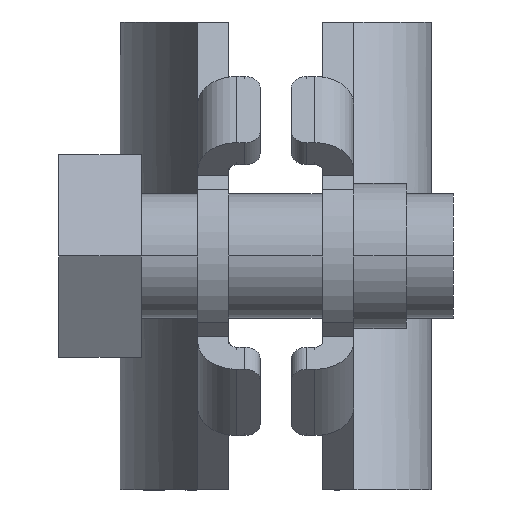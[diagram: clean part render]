
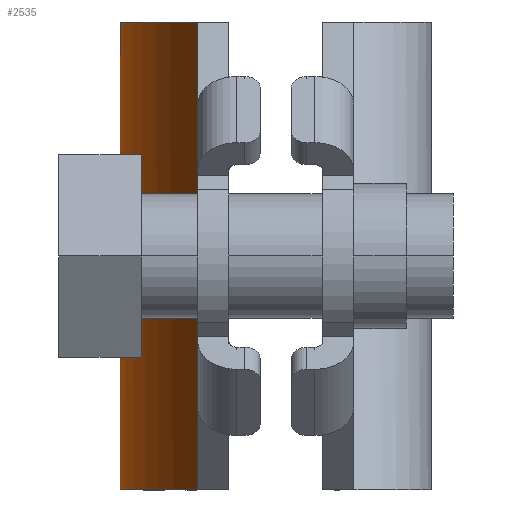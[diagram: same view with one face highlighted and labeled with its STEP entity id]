
A CAD part, left-side view. The second image highlights one B-rep face of the part: STEP entity #2535.
In plain terms, the highlighted cylindrical face has radius 7 mm (diameter 14 mm), a partial arc.
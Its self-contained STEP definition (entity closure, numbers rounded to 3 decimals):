
#327 = EDGE_CURVE ( 'NONE', #4215, #683, #633, .T. ) ;
#413 = CARTESIAN_POINT ( 'NONE',  ( 28.537, 10.182, 0. ) ) ;
#633 = LINE ( 'NONE', #2938, #1638 ) ;
#683 = VERTEX_POINT ( 'NONE', #4613 ) ;
#1638 = VECTOR ( 'NONE', #5288, 1000. ) ;
#2113 = AXIS2_PLACEMENT_3D ( 'NONE', #6872, #3953, #5659 ) ;
#2455 = CARTESIAN_POINT ( 'NONE',  ( 58.537, 10.182, -30. ) ) ;
#2535 = ADVANCED_FACE ( 'NONE', ( #7255 ), #5022, .T. ) ;
#2686 = CARTESIAN_POINT ( 'NONE',  ( 13.013, 2., 0. ) ) ;
#2938 = CARTESIAN_POINT ( 'NONE',  ( 32.757, 2., -19.743 ) ) ;
#3319 = VERTEX_POINT ( 'NONE', #6121 ) ;
#3589 = CARTESIAN_POINT ( 'NONE',  ( 61.987, 2., -30. ) ) ;
#3627 = EDGE_LOOP ( 'NONE', ( #3697, #5377, #7117, #6216 ) ) ;
#3697 = ORIENTED_EDGE ( 'NONE', *, *, #4422, .T. ) ;
#3953 = DIRECTION ( 'NONE',  ( 0.707, 0., -0.707 ) ) ;
#4121 = CARTESIAN_POINT ( 'NONE',  ( 31.987, 2., 0. ) ) ;
#4213 =( BOUNDED_CURVE ( )  B_SPLINE_CURVE ( 3, ( #2686, #5077, #413, #4121 ),
 .UNSPECIFIED., .F., .T. ) 
 B_SPLINE_CURVE_WITH_KNOTS ( ( 4, 4 ),
 ( 0.29, 2.852 ),
 .UNSPECIFIED. ) 
 CURVE ( )  GEOMETRIC_REPRESENTATION_ITEM ( )  RATIONAL_B_SPLINE_CURVE ( ( 1., 0.524, 0.524, 1. ) ) 
 REPRESENTATION_ITEM ( '' )  );
#4215 = VERTEX_POINT ( 'NONE', #4898 ) ;
#4422 = EDGE_CURVE ( 'NONE', #3319, #683, #6067, .T. ) ;
#4606 = CARTESIAN_POINT ( 'NONE',  ( 42.243, 2., -10.257 ) ) ;
#4613 = CARTESIAN_POINT ( 'NONE',  ( 43.013, 2., -30. ) ) ;
#4898 = CARTESIAN_POINT ( 'NONE',  ( 13.013, 2., 0. ) ) ;
#5022 = CYLINDRICAL_SURFACE ( 'NONE', #2113, 7. ) ;
#5077 = CARTESIAN_POINT ( 'NONE',  ( 16.463, 10.182, 0. ) ) ;
#5288 = DIRECTION ( 'NONE',  ( 0.707, 0., -0.707 ) ) ;
#5377 = ORIENTED_EDGE ( 'NONE', *, *, #327, .F. ) ;
#5659 = DIRECTION ( 'NONE',  ( -0.707, 0., -0.707 ) ) ;
#5829 = CARTESIAN_POINT ( 'NONE',  ( 46.463, 10.182, -30. ) ) ;
#6067 =( BOUNDED_CURVE ( )  B_SPLINE_CURVE ( 3, ( #3589, #2455, #5829, #6966 ),
 .UNSPECIFIED., .F., .T. ) 
 B_SPLINE_CURVE_WITH_KNOTS ( ( 4, 4 ),
 ( 0.29, 2.852 ),
 .UNSPECIFIED. ) 
 CURVE ( )  GEOMETRIC_REPRESENTATION_ITEM ( )  RATIONAL_B_SPLINE_CURVE ( ( 1., 0.524, 0.524, 1. ) ) 
 REPRESENTATION_ITEM ( '' )  );
#6121 = CARTESIAN_POINT ( 'NONE',  ( 61.987, 2., -30. ) ) ;
#6211 = VERTEX_POINT ( 'NONE', #7092 ) ;
#6216 = ORIENTED_EDGE ( 'NONE', *, *, #7445, .T. ) ;
#6405 = DIRECTION ( 'NONE',  ( 0.707, 0., -0.707 ) ) ;
#6864 = LINE ( 'NONE', #4606, #7031 ) ;
#6872 = CARTESIAN_POINT ( 'NONE',  ( 37.5, 0., -15. ) ) ;
#6966 = CARTESIAN_POINT ( 'NONE',  ( 43.013, 2., -30. ) ) ;
#7031 = VECTOR ( 'NONE', #6405, 1000. ) ;
#7092 = CARTESIAN_POINT ( 'NONE',  ( 31.987, 2., 0. ) ) ;
#7117 = ORIENTED_EDGE ( 'NONE', *, *, #7351, .T. ) ;
#7255 = FACE_OUTER_BOUND ( 'NONE', #3627, .T. ) ;
#7351 = EDGE_CURVE ( 'NONE', #4215, #6211, #4213, .T. ) ;
#7445 = EDGE_CURVE ( 'NONE', #6211, #3319, #6864, .T. ) ;
